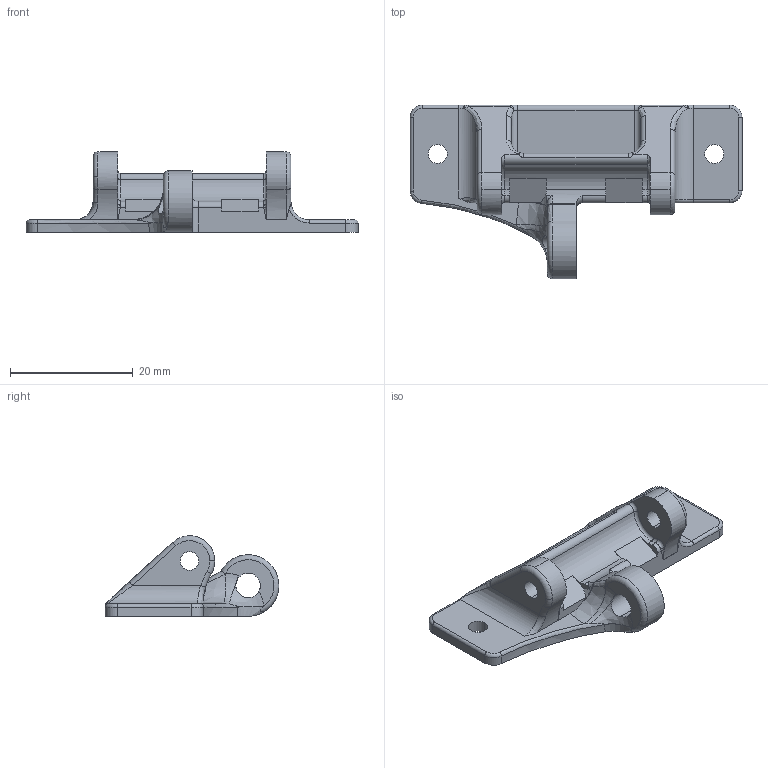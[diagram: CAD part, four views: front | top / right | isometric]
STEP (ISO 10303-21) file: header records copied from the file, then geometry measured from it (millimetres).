
FILE_DESCRIPTION (( 'STEP AP214' ), '1' );
FILE_NAME ('D435i Front Sensor Mount Type1parte 1.STEP', '2023-06-07T08:01:17', ( '' ), ( '' ), 'SwSTEP 2.0', 'SolidWorks 2020', '' );
FILE_SCHEMA (( 'AUTOMOTIVE_DESIGN' ));
Length unit declared in the file: millimetre
Products named in the file (1): D435i Front Sensor Mount Type1parte 1
Bounding box: 54 x 28.25 x 13.1 mm (x, y, z)
Volume: 3881.9 mm3; surface area: 3270.7 mm2
Topology: 1 solids, 1 shells, 147 faces, 371 edges, 221 vertices
Faces by surface type: cylinder 54, bspline 32, torus 30, plane 27, sphere 4
Entity records: 5971 total; most frequent: CARTESIAN_POINT 2583, ORIENTED_EDGE 734, DIRECTION 695, EDGE_CURVE 367, AXIS2_PLACEMENT_3D 295, VERTEX_POINT 221, CIRCLE 179, EDGE_LOOP 156
